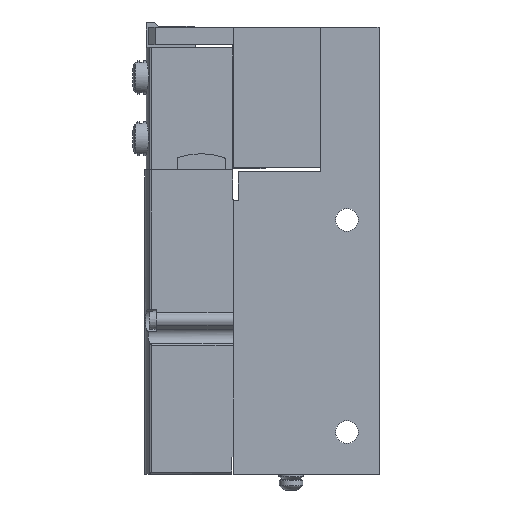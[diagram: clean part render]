
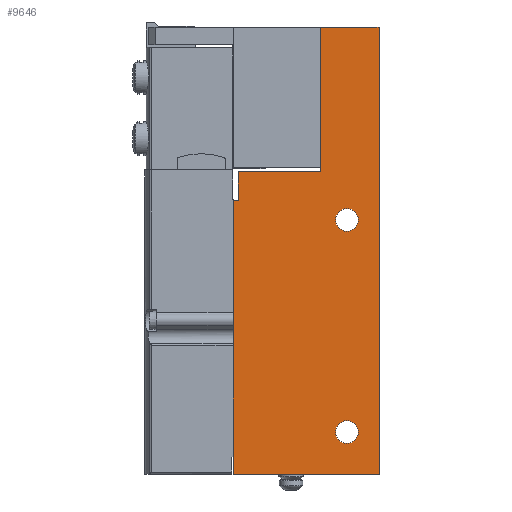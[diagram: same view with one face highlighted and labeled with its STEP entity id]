
A CAD part, left-side view. The second image highlights one B-rep face of the part: STEP entity #9646.
In plain terms, the highlighted planar face has unit normal (-1, 0, 0).
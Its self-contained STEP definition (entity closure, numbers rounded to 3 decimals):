
#378=LINE('',#14426,#1261);
#381=LINE('',#14432,#1264);
#384=LINE('',#14442,#1267);
#389=LINE('',#14454,#1272);
#391=LINE('',#14464,#1274);
#396=LINE('',#14474,#1279);
#400=LINE('',#14482,#1283);
#403=LINE('',#14490,#1286);
#1261=VECTOR('',#11432,1000.);
#1264=VECTOR('',#11437,1000.);
#1267=VECTOR('',#11446,1000.);
#1272=VECTOR('',#11455,1000.);
#1274=VECTOR('',#11465,1000.);
#1279=VECTOR('',#11472,1000.);
#1283=VECTOR('',#11478,1000.);
#1286=VECTOR('',#11485,1000.);
#2190=ORIENTED_EDGE('',*,*,#4888,.T.);
#2191=ORIENTED_EDGE('',*,*,#4889,.T.);
#2192=ORIENTED_EDGE('',*,*,#4853,.F.);
#2193=ORIENTED_EDGE('',*,*,#4885,.F.);
#2194=ORIENTED_EDGE('',*,*,#4881,.F.);
#2195=ORIENTED_EDGE('',*,*,#4877,.F.);
#2196=ORIENTED_EDGE('',*,*,#4872,.F.);
#2197=ORIENTED_EDGE('',*,*,#4867,.F.);
#2198=ORIENTED_EDGE('',*,*,#4861,.F.);
#2199=ORIENTED_EDGE('',*,*,#4856,.F.);
#4853=EDGE_CURVE('',#6206,#6207,#378,.T.);
#4856=EDGE_CURVE('',#6207,#6209,#381,.T.);
#4861=EDGE_CURVE('',#6209,#6213,#384,.T.);
#4867=EDGE_CURVE('',#6213,#6218,#389,.T.);
#4872=EDGE_CURVE('',#6218,#6222,#391,.T.);
#4877=EDGE_CURVE('',#6222,#6226,#396,.T.);
#4881=EDGE_CURVE('',#6226,#6229,#400,.T.);
#4885=EDGE_CURVE('',#6229,#6206,#403,.T.);
#4888=EDGE_CURVE('',#6233,#6233,#7164,.T.);
#4889=EDGE_CURVE('',#6234,#6234,#7165,.T.);
#6206=VERTEX_POINT('',#14425);
#6207=VERTEX_POINT('',#14427);
#6209=VERTEX_POINT('',#14433);
#6213=VERTEX_POINT('',#14443);
#6218=VERTEX_POINT('',#14455);
#6222=VERTEX_POINT('',#14465);
#6226=VERTEX_POINT('',#14475);
#6229=VERTEX_POINT('',#14483);
#6233=VERTEX_POINT('',#14496);
#6234=VERTEX_POINT('',#14498);
#7164=CIRCLE('',#10385,2.75);
#7165=CIRCLE('',#10386,2.75);
#7588=EDGE_LOOP('',(#2190));
#7589=EDGE_LOOP('',(#2191));
#7590=EDGE_LOOP('',(#2192,#2193,#2194,#2195,#2196,#2197,#2198,#2199));
#8423=FACE_BOUND('',#7588,.T.);
#8424=FACE_BOUND('',#7589,.T.);
#8425=FACE_BOUND('',#7590,.T.);
#9259=PLANE('',#10384);
#9646=ADVANCED_FACE('',(#8423,#8424,#8425),#9259,.F.);
#10384=AXIS2_PLACEMENT_3D('',#14494,#11488,#11489);
#10385=AXIS2_PLACEMENT_3D('',#14495,#11490,#11491);
#10386=AXIS2_PLACEMENT_3D('',#14497,#11492,#11493);
#11432=DIRECTION('',(0.,0.,1.));
#11437=DIRECTION('',(0.,-1.,0.));
#11446=DIRECTION('',(0.,0.,-1.));
#11455=DIRECTION('',(0.,1.,0.));
#11465=DIRECTION('',(0.,0.,1.));
#11472=DIRECTION('',(0.,-1.,0.));
#11478=DIRECTION('',(0.,0.,1.));
#11485=DIRECTION('',(0.,-1.,0.));
#11488=DIRECTION('',(1.,0.,0.));
#11489=DIRECTION('',(0.,0.,-1.));
#11490=DIRECTION('',(1.,0.,0.));
#11491=DIRECTION('',(0.,0.,-1.));
#11492=DIRECTION('',(1.,0.,0.));
#11493=DIRECTION('',(0.,0.,-1.));
#14425=CARTESIAN_POINT('',(-24.4,14.05,36.7));
#14426=CARTESIAN_POINT('',(-24.4,14.05,36.7));
#14427=CARTESIAN_POINT('',(-24.4,14.05,71.4));
#14432=CARTESIAN_POINT('',(-24.4,14.05,71.4));
#14433=CARTESIAN_POINT('',(-24.4,0.,71.4));
#14442=CARTESIAN_POINT('',(-24.4,0.,71.4));
#14443=CARTESIAN_POINT('',(-24.4,0.,-35.9));
#14454=CARTESIAN_POINT('',(-24.4,0.,-35.9));
#14455=CARTESIAN_POINT('',(-24.4,35.,-35.9));
#14464=CARTESIAN_POINT('',(-24.4,35.,-35.9));
#14465=CARTESIAN_POINT('',(-24.4,35.,29.75));
#14474=CARTESIAN_POINT('',(-24.4,35.,29.75));
#14475=CARTESIAN_POINT('',(-24.4,33.75,29.75));
#14482=CARTESIAN_POINT('',(-24.4,33.75,29.75));
#14483=CARTESIAN_POINT('',(-24.4,33.75,36.7));
#14490=CARTESIAN_POINT('',(-24.4,33.75,36.7));
#14494=CARTESIAN_POINT('',(-24.4,0.,0.));
#14495=CARTESIAN_POINT('',(-24.4,7.7,25.1));
#14496=CARTESIAN_POINT('',(-24.4,7.7,22.35));
#14497=CARTESIAN_POINT('',(-24.4,7.7,-25.8));
#14498=CARTESIAN_POINT('',(-24.4,7.7,-28.55));
